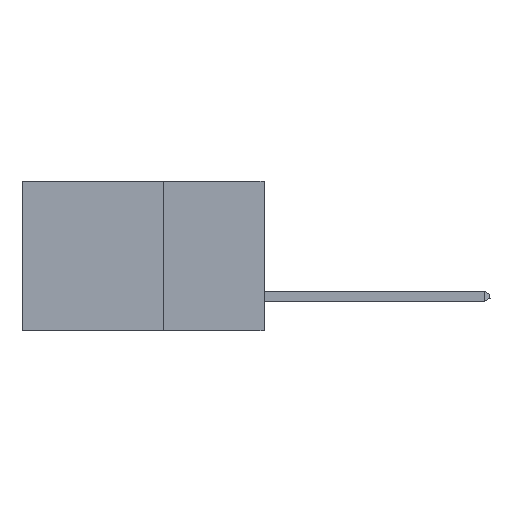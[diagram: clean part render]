
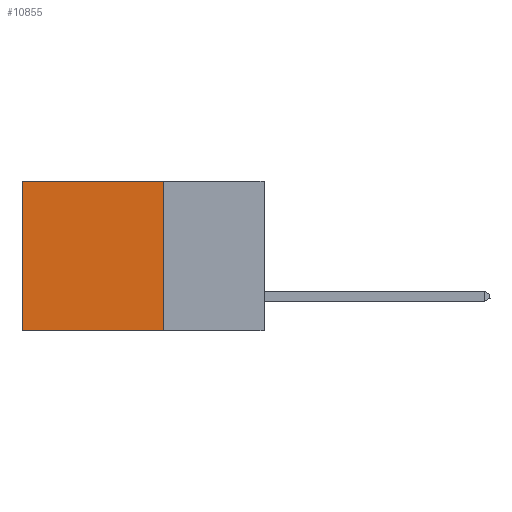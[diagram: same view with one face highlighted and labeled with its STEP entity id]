
A CAD part, left-side view. The second image highlights one B-rep face of the part: STEP entity #10855.
In plain terms, the highlighted planar face has unit normal (-1, 0, 0).
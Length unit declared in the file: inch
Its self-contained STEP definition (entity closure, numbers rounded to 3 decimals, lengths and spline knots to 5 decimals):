
#262 = CARTESIAN_POINT ( 'NONE',  ( 0.298, 0.25, 0. ) ) ;
#330 = EDGE_CURVE ( 'NONE', #6418, #3566, #5770, .T. ) ;
#562 = DIRECTION ( 'NONE',  ( 1., 0., 0. ) ) ;
#1180 = ORIENTED_EDGE ( 'NONE', *, *, #6721, .F. ) ;
#1325 = DIRECTION ( 'NONE',  ( 0., 1., 0. ) ) ;
#1348 = VECTOR ( 'NONE', #5455, 39.37008 ) ;
#1505 = ORIENTED_EDGE ( 'NONE', *, *, #330, .F. ) ;
#1535 = EDGE_CURVE ( 'NONE', #3545, #8157, #4276, .T. ) ;
#1748 = VECTOR ( 'NONE', #7636, 39.37008 ) ;
#1802 = ORIENTED_EDGE ( 'NONE', *, *, #5609, .T. ) ;
#2182 = VECTOR ( 'NONE', #4240, 39.37008 ) ;
#2270 = ORIENTED_EDGE ( 'NONE', *, *, #1535, .T. ) ;
#2391 = CARTESIAN_POINT ( 'NONE',  ( 0.298, 0.25, -0.37 ) ) ;
#3041 = EDGE_LOOP ( 'NONE', ( #2270, #1180, #1505, #1802 ) ) ;
#3488 = CARTESIAN_POINT ( 'NONE',  ( 0.298, 0.25, 0. ) ) ;
#3545 = VERTEX_POINT ( 'NONE', #8681 ) ;
#3566 = VERTEX_POINT ( 'NONE', #11457 ) ;
#4240 = DIRECTION ( 'NONE',  ( 0., 1., 0. ) ) ;
#4276 = LINE ( 'NONE', #8525, #1748 ) ;
#5231 = CARTESIAN_POINT ( 'NONE',  ( 0.298, 0.6, -0.37 ) ) ;
#5455 = DIRECTION ( 'NONE',  ( 0., 0., -1. ) ) ;
#5548 = PLANE ( 'NONE',  #5908 ) ;
#5609 = EDGE_CURVE ( 'NONE', #6418, #3545, #11362, .T. ) ;
#5770 = LINE ( 'NONE', #3488, #1348 ) ;
#5908 = AXIS2_PLACEMENT_3D ( 'NONE', #9073, #562, #7395 ) ;
#6418 = VERTEX_POINT ( 'NONE', #9410 ) ;
#6721 = EDGE_CURVE ( 'NONE', #3566, #8157, #10603, .T. ) ;
#7395 = DIRECTION ( 'NONE',  ( 0., 0., -1. ) ) ;
#7636 = DIRECTION ( 'NONE',  ( 0., 0., -1. ) ) ;
#8157 = VERTEX_POINT ( 'NONE', #5231 ) ;
#8525 = CARTESIAN_POINT ( 'NONE',  ( 0.298, 0.6, 0. ) ) ;
#8681 = CARTESIAN_POINT ( 'NONE',  ( 0.298, 0.6, 0. ) ) ;
#8989 = FACE_OUTER_BOUND ( 'NONE', #3041, .T. ) ;
#9073 = CARTESIAN_POINT ( 'NONE',  ( 0.298, 0.25, 0. ) ) ;
#9088 = VECTOR ( 'NONE', #1325, 39.37008 ) ;
#9410 = CARTESIAN_POINT ( 'NONE',  ( 0.298, 0.25, 0. ) ) ;
#10603 = LINE ( 'NONE', #2391, #2182 ) ;
#10855 = ADVANCED_FACE ( 'NONE', ( #8989 ), #5548, .F. ) ;
#11362 = LINE ( 'NONE', #262, #9088 ) ;
#11457 = CARTESIAN_POINT ( 'NONE',  ( 0.298, 0.25, -0.37 ) ) ;
